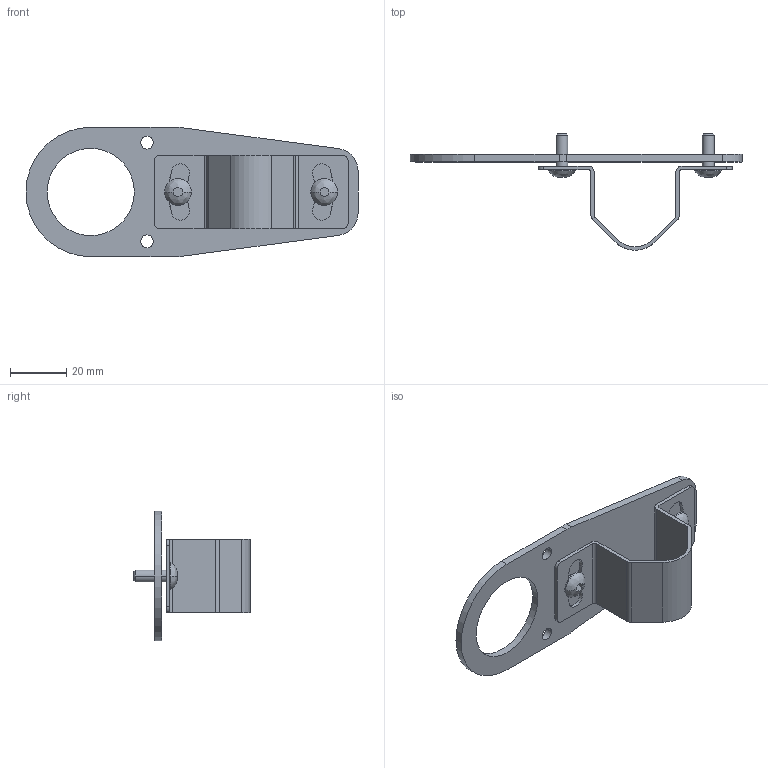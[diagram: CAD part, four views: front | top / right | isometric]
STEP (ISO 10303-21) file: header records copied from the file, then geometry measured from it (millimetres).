
FILE_DESCRIPTION((''),'2;1');
FILE_NAME('156797_SW','2012-03-28T',('banengservice'),('BANNER ENGINEERING'),'PRO/ENGINEER BY PARAMETRIC TECHNOLOGY CORPORATION, 2009141','PRO/ENGINEER BY PARAMETRIC TECHNOLOGY CORPORATION, 2009141','');
FILE_SCHEMA(('CONFIG_CONTROL_DESIGN'));
Length unit declared in the file: inch
Products named in the file (1): 156797_SW
Bounding box: 118 x 41.35 x 46 mm (x, y, z)
Volume: 13841.9 mm3; surface area: 15194.3 mm2
Topology: 2 solids, 2 shells, 94 faces, 260 edges, 168 vertices
Faces by surface type: cylinder 45, plane 41, bspline 4, cone 4
Entity records: 3300 total; most frequent: CARTESIAN_POINT 766, DIRECTION 538, ORIENTED_EDGE 520, EDGE_CURVE 260, AXIS2_PLACEMENT_3D 204, VERTEX_POINT 168, VECTOR 130, LINE 130
